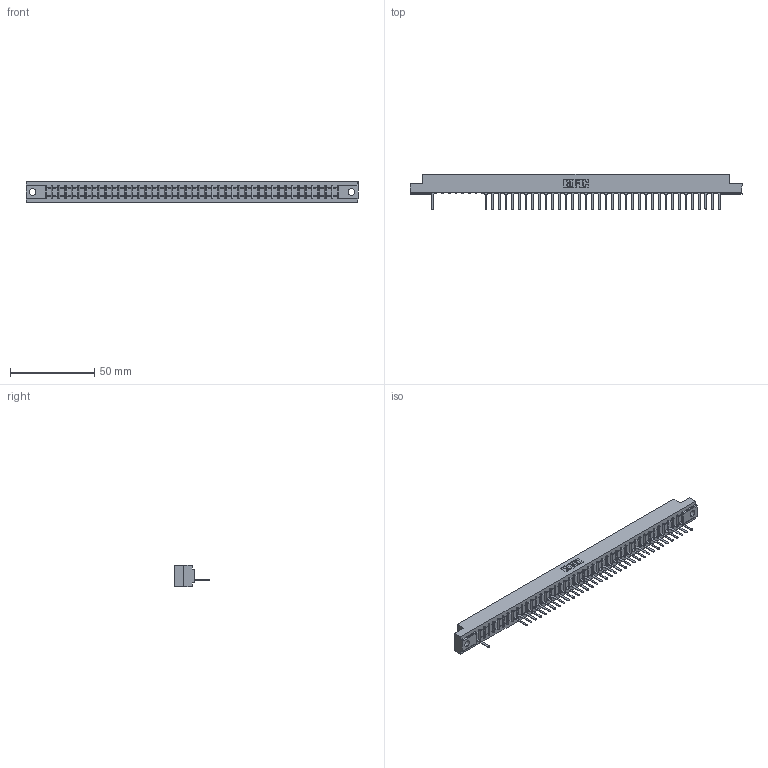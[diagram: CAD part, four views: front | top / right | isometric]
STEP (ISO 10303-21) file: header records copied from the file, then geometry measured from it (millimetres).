
FILE_DESCRIPTION (( 'STEP AP203' ), '1' );
FILE_NAME ('307-044-527-104.STEP', '2018-08-06T01:16:21', ( '' ), ( '' ), 'SwSTEP 2.0', 'SolidWorks 2016', '' );
FILE_SCHEMA (( 'CONFIG_CONTROL_DESIGN' ));
Length unit declared in the file: inch
Products named in the file (3): 307 Part_.156 Dia Mounting Holes; 307-290-001_527; 307-044-527-104
Assembly tree (38 placements, depth 2):
  307-044-527-104
    307 Part_.156 Dia Mounting Holes
    307-290-001_527  x37
Bounding box: 197.36 x 21.11 x 12.7 mm (x, y, z)
Volume: 20316 mm3; surface area: 20810.9 mm2
Topology: 38 solids, 38 shells, 2389 faces, 6801 edges, 4362 vertices
Faces by surface type: plane 1537, cylinder 762, sphere 90
Entity records: 37636 total; most frequent: CARTESIAN_POINT 6375, ORIENTED_EDGE 6366, DIRECTION 6183, EDGE_CURVE 3183, LINE 2451, VECTOR 2451, VERTEX_POINT 2058, AXIS2_PLACEMENT_3D 1866
